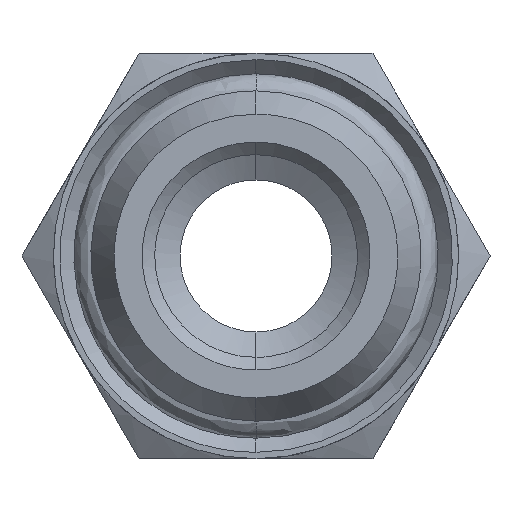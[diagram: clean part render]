
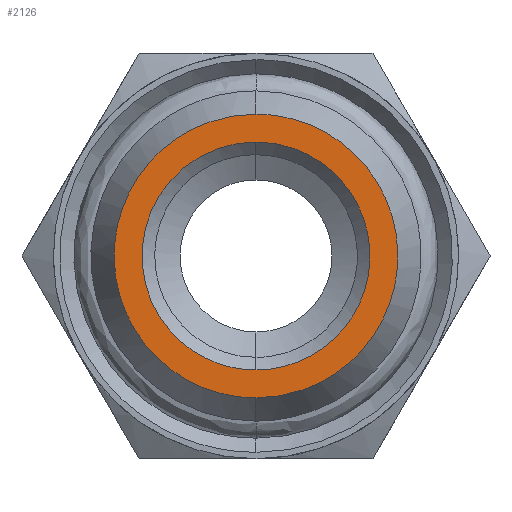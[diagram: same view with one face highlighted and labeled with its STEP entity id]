
A CAD part, front view. The second image highlights one B-rep face of the part: STEP entity #2126.
In plain terms, the highlighted free-form (B-spline) face has degree [1, 1] with [2, 2] control points.
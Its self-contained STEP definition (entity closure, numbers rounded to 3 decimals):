
#14 = CARTESIAN_POINT ( 'NONE',  ( 0., 0., -4.5 ) ) ;
#62 = VERTEX_POINT ( 'NONE', #2351 ) ;
#147 = CARTESIAN_POINT ( 'NONE',  ( 3.931, 0., 2.268 ) ) ;
#328 = CARTESIAN_POINT ( 'NONE',  ( -0.735, 0., -5.6 ) ) ;
#331 = CARTESIAN_POINT ( 'NONE',  ( 1.464, 0., -5.455 ) ) ;
#358 = CARTESIAN_POINT ( 'NONE',  ( -2.822, 0., -4.892 ) ) ;
#384 = CARTESIAN_POINT ( 'NONE',  ( 4.5, 0., -0.591 ) ) ;
#391 = CARTESIAN_POINT ( 'NONE',  ( 2.764, 0., 3.6 ) ) ;
#555 = CARTESIAN_POINT ( 'NONE',  ( -3.44, 0., -4.48 ) ) ;
#557 = CARTESIAN_POINT ( 'NONE',  ( 3.44, 0., -4.48 ) ) ;
#565 = CARTESIAN_POINT ( 'NONE',  ( -5.455, 0., 1.464 ) ) ;
#567 = CARTESIAN_POINT ( 'NONE',  ( 0.735, 0., 5.6 ) ) ;
#582 = CARTESIAN_POINT ( 'NONE',  ( -1.464, 0., 5.455 ) ) ;
#584 = CARTESIAN_POINT ( 'NONE',  ( 3.44, 0., 4.48 ) ) ;
#614 = CARTESIAN_POINT ( 'NONE',  ( 3.6, 0., 2.764 ) ) ;
#638 = EDGE_CURVE ( 'NONE', #1222, #1200, #721, .T. ) ;
#721 = B_SPLINE_CURVE_WITH_KNOTS ( 'NONE', 3,
 ( #2645, #1413, #582, #1395, #1825, #2688, #2470, #565, #1613, #2270, #2480, #1191, #2711, #555, #358, #1855, #328, #2262 ),
 .UNSPECIFIED., .F., .F.,
 ( 4, 2, 2, 2, 2, 2, 2, 2, 4 ),
 ( 0., 0.393, 0.785, 1.178, 1.571, 1.963, 2.356, 2.749, 3.142 ),
 .UNSPECIFIED. ) ;
#751 = CARTESIAN_POINT ( 'NONE',  ( 5.6, 0., -0.735 ) ) ;
#791 = CARTESIAN_POINT ( 'NONE',  ( 0.735, 0., -5.6 ) ) ;
#802 = CARTESIAN_POINT ( 'NONE',  ( 4.384, 0., 1.176 ) ) ;
#811 = CARTESIAN_POINT ( 'NONE',  ( 4.384, 0., -1.176 ) ) ;
#854 = ORIENTED_EDGE ( 'NONE', *, *, #2690, .F. ) ;
#857 = EDGE_CURVE ( 'NONE', #1200, #1222, #1592, .T. ) ;
#858 = CARTESIAN_POINT ( 'NONE',  ( -9., 0., -4.5 ) ) ;
#932 = VERTEX_POINT ( 'NONE', #1935 ) ;
#974 = CARTESIAN_POINT ( 'NONE',  ( 4.48, 0., 3.44 ) ) ;
#981 = CARTESIAN_POINT ( 'NONE',  ( 5.6, 0., 0.735 ) ) ;
#1000 = CARTESIAN_POINT ( 'NONE',  ( 2.822, 0., 4.892 ) ) ;
#1005 = CARTESIAN_POINT ( 'NONE',  ( -5.667, 0., 5.667 ) ) ;
#1015 = CARTESIAN_POINT ( 'NONE',  ( 2.268, 0., 3.931 ) ) ;
#1036 = CARTESIAN_POINT ( 'NONE',  ( 2.764, 0., -3.6 ) ) ;
#1069 = ORIENTED_EDGE ( 'NONE', *, *, #857, .T. ) ;
#1191 = CARTESIAN_POINT ( 'NONE',  ( -4.892, 0., -2.822 ) ) ;
#1200 = VERTEX_POINT ( 'NONE', #1913 ) ;
#1210 = CARTESIAN_POINT ( 'NONE',  ( 1.464, 0., 5.455 ) ) ;
#1222 = VERTEX_POINT ( 'NONE', #2504 ) ;
#1253 = CARTESIAN_POINT ( 'NONE',  ( 0.591, 0., -4.5 ) ) ;
#1330 = CARTESIAN_POINT ( 'NONE',  ( -9., 0., 4.5 ) ) ;
#1395 = CARTESIAN_POINT ( 'NONE',  ( -2.822, 0., 4.892 ) ) ;
#1409 = CARTESIAN_POINT ( 'NONE',  ( -5.667, 0., -5.667 ) ) ;
#1413 = CARTESIAN_POINT ( 'NONE',  ( -0.735, 0., 5.6 ) ) ;
#1566 = CARTESIAN_POINT ( 'NONE',  ( 0., 0., 4.5 ) ) ;
#1583 = EDGE_CURVE ( 'NONE', #62, #932, #2051, .T. ) ;
#1592 = B_SPLINE_CURVE_WITH_KNOTS ( 'NONE', 3,
 ( #2292, #791, #331, #2297, #557, #2681, #2273, #1640, #751, #981, #2496, #1843, #974, #584, #1000, #1210, #567, #2699 ),
 .UNSPECIFIED., .F., .F.,
 ( 4, 2, 2, 2, 2, 2, 2, 2, 4 ),
 ( 0., 0.393, 0.785, 1.178, 1.571, 1.963, 2.356, 2.749, 3.142 ),
 .UNSPECIFIED. ) ;
#1608 = CARTESIAN_POINT ( 'NONE',  ( 5.667, 0., 5.667 ) ) ;
#1613 = CARTESIAN_POINT ( 'NONE',  ( -5.6, 0., 0.735 ) ) ;
#1640 = CARTESIAN_POINT ( 'NONE',  ( 5.455, 0., -1.464 ) ) ;
#1680 = CARTESIAN_POINT ( 'NONE',  ( 4.5, 0., 0.591 ) ) ;
#1825 = CARTESIAN_POINT ( 'NONE',  ( -3.44, 0., 4.48 ) ) ;
#1843 = CARTESIAN_POINT ( 'NONE',  ( 4.892, 0., 2.822 ) ) ;
#1855 = CARTESIAN_POINT ( 'NONE',  ( -1.464, 0., -5.455 ) ) ;
#1882 = CARTESIAN_POINT ( 'NONE',  ( 1.176, 0., -4.384 ) ) ;
#1893 = CARTESIAN_POINT ( 'NONE',  ( 3.931, 0., -2.268 ) ) ;
#1913 = CARTESIAN_POINT ( 'NONE',  ( 0., 0., -5.6 ) ) ;
#1935 = CARTESIAN_POINT ( 'NONE',  ( 0., 0., -4.5 ) ) ;
#1976 = B_SPLINE_SURFACE_WITH_KNOTS ( 'NONE', 1, 1, ( 
 ( #1005, #1608 ),
 ( #1409, #2499 ) ),
 .UNSPECIFIED., .F., .F., .F.,
 ( 2, 2 ),
 ( 2, 2 ),
 ( 0., 1. ),
 ( 0., 1. ),
 .UNSPECIFIED. ) ;
#2006 = ORIENTED_EDGE ( 'NONE', *, *, #638, .T. ) ;
#2051 = B_SPLINE_CURVE_WITH_KNOTS ( 'NONE', 3,
 ( #2111, #2092, #2500, #1015, #391, #614, #147, #802, #1680, #384, #811, #1893, #2322, #1036, #2727, #1882, #1253, #2751 ),
 .UNSPECIFIED., .F., .F.,
 ( 4, 2, 2, 2, 2, 2, 2, 2, 4 ),
 ( 0., 0.393, 0.785, 1.178, 1.571, 1.963, 2.356, 2.749, 3.142 ),
 .UNSPECIFIED. ) ;
#2092 = CARTESIAN_POINT ( 'NONE',  ( 0.591, 0., 4.5 ) ) ;
#2111 = CARTESIAN_POINT ( 'NONE',  ( 0., 0., 4.5 ) ) ;
#2126 = ADVANCED_FACE ( 'NONE', ( #2448, #2611 ), #1976, .T. ) ;
#2262 = CARTESIAN_POINT ( 'NONE',  ( 0., 0., -5.6 ) ) ;
#2270 = CARTESIAN_POINT ( 'NONE',  ( -5.6, 0., -0.735 ) ) ;
#2273 = CARTESIAN_POINT ( 'NONE',  ( 4.892, 0., -2.822 ) ) ;
#2280 = EDGE_LOOP ( 'NONE', ( #2006, #1069 ) ) ;
#2292 = CARTESIAN_POINT ( 'NONE',  ( 0., 0., -5.6 ) ) ;
#2297 = CARTESIAN_POINT ( 'NONE',  ( 2.822, 0., -4.892 ) ) ;
#2302 =( BOUNDED_CURVE ( )  B_SPLINE_CURVE ( 3, ( #1566, #1330, #858, #14 ),
 .UNSPECIFIED., .F., .F. ) 
 B_SPLINE_CURVE_WITH_KNOTS ( ( 4, 4 ),
 ( -3.142, 0. ),
 .UNSPECIFIED. ) 
 CURVE ( )  GEOMETRIC_REPRESENTATION_ITEM ( )  RATIONAL_B_SPLINE_CURVE ( ( 1., 0.333, 0.333, 1. ) ) 
 REPRESENTATION_ITEM ( '' )  );
#2322 = CARTESIAN_POINT ( 'NONE',  ( 3.6, 0., -2.764 ) ) ;
#2351 = CARTESIAN_POINT ( 'NONE',  ( 0., 0., 4.5 ) ) ;
#2448 = FACE_BOUND ( 'NONE', #2456, .T. ) ;
#2456 = EDGE_LOOP ( 'NONE', ( #854, #2673 ) ) ;
#2470 = CARTESIAN_POINT ( 'NONE',  ( -4.892, 0., 2.822 ) ) ;
#2480 = CARTESIAN_POINT ( 'NONE',  ( -5.455, 0., -1.464 ) ) ;
#2496 = CARTESIAN_POINT ( 'NONE',  ( 5.455, 0., 1.464 ) ) ;
#2499 = CARTESIAN_POINT ( 'NONE',  ( 5.667, 0., -5.667 ) ) ;
#2500 = CARTESIAN_POINT ( 'NONE',  ( 1.176, 0., 4.384 ) ) ;
#2504 = CARTESIAN_POINT ( 'NONE',  ( 0., 0., 5.6 ) ) ;
#2611 = FACE_OUTER_BOUND ( 'NONE', #2280, .T. ) ;
#2645 = CARTESIAN_POINT ( 'NONE',  ( 0., 0., 5.6 ) ) ;
#2673 = ORIENTED_EDGE ( 'NONE', *, *, #1583, .T. ) ;
#2681 = CARTESIAN_POINT ( 'NONE',  ( 4.48, 0., -3.44 ) ) ;
#2688 = CARTESIAN_POINT ( 'NONE',  ( -4.48, 0., 3.44 ) ) ;
#2690 = EDGE_CURVE ( 'NONE', #62, #932, #2302, .T. ) ;
#2699 = CARTESIAN_POINT ( 'NONE',  ( 0., 0., 5.6 ) ) ;
#2711 = CARTESIAN_POINT ( 'NONE',  ( -4.48, 0., -3.44 ) ) ;
#2727 = CARTESIAN_POINT ( 'NONE',  ( 2.268, 0., -3.931 ) ) ;
#2751 = CARTESIAN_POINT ( 'NONE',  ( 0., 0., -4.5 ) ) ;
